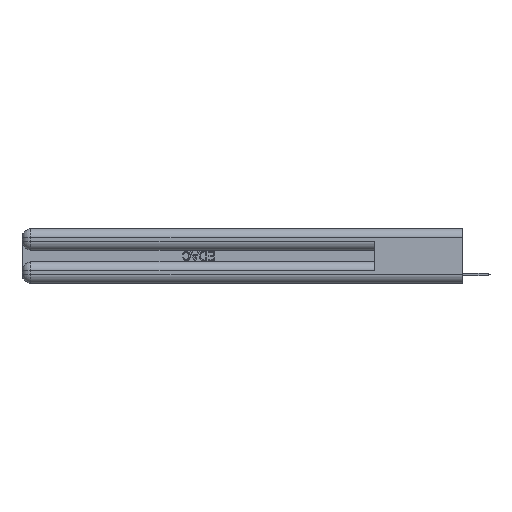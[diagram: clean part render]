
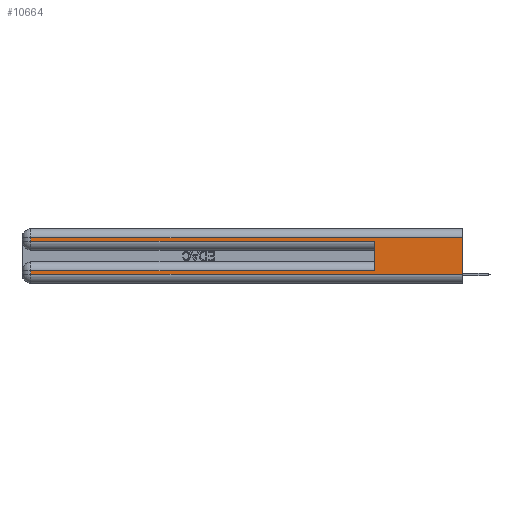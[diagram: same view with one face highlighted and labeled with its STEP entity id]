
A CAD part, left-side view. The second image highlights one B-rep face of the part: STEP entity #10664.
In plain terms, the highlighted planar face has unit normal (-1, 0, 0).
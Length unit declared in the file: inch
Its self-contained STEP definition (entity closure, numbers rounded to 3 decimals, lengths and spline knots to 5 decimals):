
#485 = ORIENTED_EDGE ( 'NONE', *, *, #31058, .T. ) ;
#794 = CARTESIAN_POINT ( 'NONE',  ( 0., 2.94, 0.37 ) ) ;
#1045 = VECTOR ( 'NONE', #16442, 39.37008 ) ;
#1413 = EDGE_CURVE ( 'NONE', #24327, #19077, #21298, .T. ) ;
#2046 = CARTESIAN_POINT ( 'NONE',  ( 0., 0., 0.37 ) ) ;
#2227 = LINE ( 'NONE', #32312, #11143 ) ;
#2406 = CARTESIAN_POINT ( 'NONE',  ( 0., 0., 0.085 ) ) ;
#3659 = ORIENTED_EDGE ( 'NONE', *, *, #1413, .F. ) ;
#3660 = FACE_OUTER_BOUND ( 'NONE', #32767, .T. ) ;
#5763 = CARTESIAN_POINT ( 'NONE',  ( 0., 0.6, 0.085 ) ) ;
#7234 = DIRECTION ( 'NONE',  ( 0., 0., -1. ) ) ;
#7810 = VERTEX_POINT ( 'NONE', #9239 ) ;
#9076 = LINE ( 'NONE', #16854, #22774 ) ;
#9128 = CARTESIAN_POINT ( 'NONE',  ( 0., 2.94, 0.06 ) ) ;
#9239 = CARTESIAN_POINT ( 'NONE',  ( 0., 2.94, 0.31 ) ) ;
#10664 = ADVANCED_FACE ( 'NONE', ( #3660 ), #13138, .F. ) ;
#10732 = VERTEX_POINT ( 'NONE', #18657 ) ;
#10950 = LINE ( 'NONE', #2406, #16997 ) ;
#11143 = VECTOR ( 'NONE', #16704, 39.37008 ) ;
#11428 = EDGE_CURVE ( 'NONE', #25265, #10732, #2227, .T. ) ;
#11525 = LINE ( 'NONE', #31846, #1045 ) ;
#13032 = ORIENTED_EDGE ( 'NONE', *, *, #17324, .T. ) ;
#13138 = PLANE ( 'NONE',  #33219 ) ;
#14369 = DIRECTION ( 'NONE',  ( 0., 1., 0. ) ) ;
#14373 = DIRECTION ( 'NONE',  ( 0., 0., -1. ) ) ;
#14569 = LINE ( 'NONE', #794, #30252 ) ;
#14697 = CARTESIAN_POINT ( 'NONE',  ( 0., 2.94, 0.085 ) ) ;
#14788 = VERTEX_POINT ( 'NONE', #31958 ) ;
#14952 = VERTEX_POINT ( 'NONE', #22320 ) ;
#15032 = DIRECTION ( 'NONE',  ( 0., 1., 0. ) ) ;
#15067 = VECTOR ( 'NONE', #14373, 39.37008 ) ;
#15589 = DIRECTION ( 'NONE',  ( 1., 0., 0. ) ) ;
#16442 = DIRECTION ( 'NONE',  ( 0., -1., 0. ) ) ;
#16551 = DIRECTION ( 'NONE',  ( 0., 0., -1. ) ) ;
#16684 = ORIENTED_EDGE ( 'NONE', *, *, #21133, .T. ) ;
#16704 = DIRECTION ( 'NONE',  ( 0., -1., 0. ) ) ;
#16854 = CARTESIAN_POINT ( 'NONE',  ( 0., 0., 0.31 ) ) ;
#16997 = VECTOR ( 'NONE', #15032, 39.37008 ) ;
#17184 = EDGE_CURVE ( 'NONE', #7810, #14788, #17503, .T. ) ;
#17324 = EDGE_CURVE ( 'NONE', #24327, #27568, #10950, .T. ) ;
#17503 = LINE ( 'NONE', #26675, #15067 ) ;
#17745 = LINE ( 'NONE', #2046, #29814 ) ;
#17804 = DIRECTION ( 'NONE',  ( 0., 0., 1. ) ) ;
#18657 = CARTESIAN_POINT ( 'NONE',  ( 0., 0., 0.06 ) ) ;
#19077 = VERTEX_POINT ( 'NONE', #27324 ) ;
#19180 = ORIENTED_EDGE ( 'NONE', *, *, #17184, .T. ) ;
#21133 = EDGE_CURVE ( 'NONE', #27568, #25265, #14569, .T. ) ;
#21298 = LINE ( 'NONE', #23227, #32138 ) ;
#21316 = ORIENTED_EDGE ( 'NONE', *, *, #31864, .T. ) ;
#22320 = CARTESIAN_POINT ( 'NONE',  ( 0., 0., 0.31 ) ) ;
#22774 = VECTOR ( 'NONE', #14369, 39.37008 ) ;
#22850 = ORIENTED_EDGE ( 'NONE', *, *, #11428, .T. ) ;
#23227 = CARTESIAN_POINT ( 'NONE',  ( 0., 0.6, 0.145 ) ) ;
#24327 = VERTEX_POINT ( 'NONE', #5763 ) ;
#25265 = VERTEX_POINT ( 'NONE', #9128 ) ;
#26675 = CARTESIAN_POINT ( 'NONE',  ( 0., 2.94, 0.37 ) ) ;
#26680 = EDGE_CURVE ( 'NONE', #14952, #10732, #17745, .T. ) ;
#26753 = ORIENTED_EDGE ( 'NONE', *, *, #26680, .F. ) ;
#27324 = CARTESIAN_POINT ( 'NONE',  ( 0., 0.6, 0.285 ) ) ;
#27568 = VERTEX_POINT ( 'NONE', #14697 ) ;
#28766 = DIRECTION ( 'NONE',  ( 0., 0., -1. ) ) ;
#29814 = VECTOR ( 'NONE', #7234, 39.37008 ) ;
#30252 = VECTOR ( 'NONE', #16551, 39.37008 ) ;
#31058 = EDGE_CURVE ( 'NONE', #14788, #19077, #11525, .T. ) ;
#31106 = CARTESIAN_POINT ( 'NONE',  ( 0., 0., 0.37 ) ) ;
#31846 = CARTESIAN_POINT ( 'NONE',  ( 0., 0., 0.285 ) ) ;
#31864 = EDGE_CURVE ( 'NONE', #14952, #7810, #9076, .T. ) ;
#31958 = CARTESIAN_POINT ( 'NONE',  ( 0., 2.94, 0.285 ) ) ;
#32138 = VECTOR ( 'NONE', #17804, 39.37008 ) ;
#32312 = CARTESIAN_POINT ( 'NONE',  ( 0., 0., 0.06 ) ) ;
#32767 = EDGE_LOOP ( 'NONE', ( #26753, #21316, #19180, #485, #3659, #13032, #16684, #22850 ) ) ;
#33219 = AXIS2_PLACEMENT_3D ( 'NONE', #31106, #15589, #28766 ) ;
